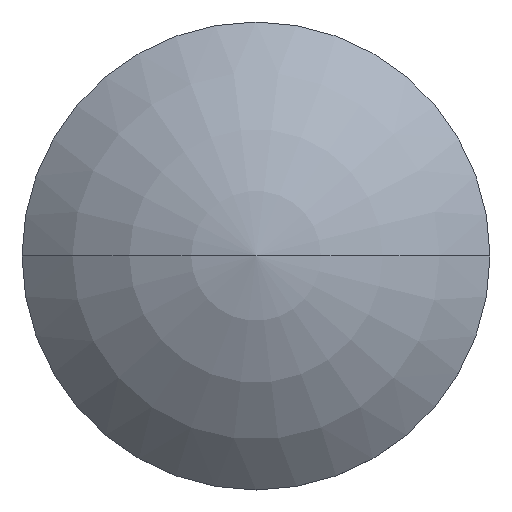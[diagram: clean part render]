
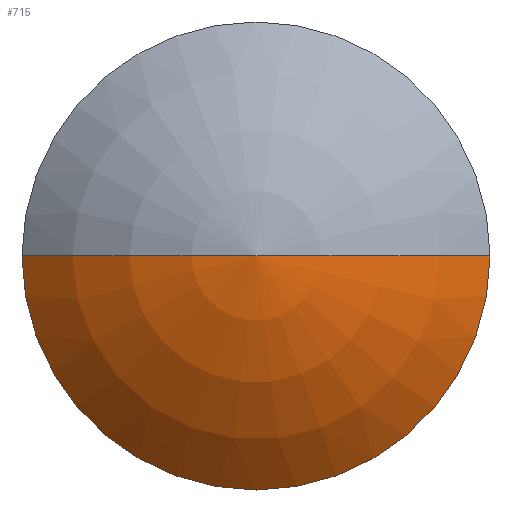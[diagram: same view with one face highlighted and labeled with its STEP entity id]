
A CAD part, top view. The second image highlights one B-rep face of the part: STEP entity #715.
In plain terms, the highlighted toroidal (fillet/blend) face has major radius 1.655 mm and minor radius 18.178 mm.
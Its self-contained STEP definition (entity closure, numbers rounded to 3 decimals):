
#14 = VERTEX_POINT ( 'NONE', #389 ) ;
#53 = AXIS2_PLACEMENT_3D ( 'NONE', #443, #69, #656 ) ;
#69 = DIRECTION ( 'NONE',  ( 0., 1., 0. ) ) ;
#70 = VERTEX_POINT ( 'NONE', #315 ) ;
#104 = DIRECTION ( 'NONE',  ( 0., 0., -1. ) ) ;
#110 = DIRECTION ( 'NONE',  ( -1., 0., 0. ) ) ;
#127 = VERTEX_POINT ( 'NONE', #860 ) ;
#155 = ORIENTED_EDGE ( 'NONE', *, *, #593, .F. ) ;
#224 = EDGE_CURVE ( 'NONE', #70, #14, #899, .T. ) ;
#248 = CARTESIAN_POINT ( 'NONE',  ( 0., 0., 6.3 ) ) ;
#302 = EDGE_CURVE ( 'NONE', #70, #127, #913, .T. ) ;
#315 = CARTESIAN_POINT ( 'NONE',  ( 0., 0., 11.6 ) ) ;
#353 = DIRECTION ( 'NONE',  ( 0., 0., -1. ) ) ;
#364 = FACE_OUTER_BOUND ( 'NONE', #891, .T. ) ;
#389 = CARTESIAN_POINT ( 'NONE',  ( 11.25, 0., 6.3 ) ) ;
#417 = CARTESIAN_POINT ( 'NONE',  ( 0., 0., -6.503 ) ) ;
#443 = CARTESIAN_POINT ( 'NONE',  ( -1.655, 0., -6.503 ) ) ;
#456 = CARTESIAN_POINT ( 'NONE',  ( 1.655, 0., -6.503 ) ) ;
#461 = AXIS2_PLACEMENT_3D ( 'NONE', #248, #104, #110 ) ;
#537 = ORIENTED_EDGE ( 'NONE', *, *, #302, .T. ) ;
#568 = DIRECTION ( 'NONE',  ( -1., 0., 0. ) ) ;
#593 = EDGE_CURVE ( 'NONE', #14, #127, #753, .T. ) ;
#656 = DIRECTION ( 'NONE',  ( -1., 0., 0. ) ) ;
#715 = ADVANCED_FACE ( 'NONE', ( #364 ), #869, .T. ) ;
#739 = AXIS2_PLACEMENT_3D ( 'NONE', #417, #353, #568 ) ;
#753 = CIRCLE ( 'NONE', #461, 11.25 ) ;
#823 = ORIENTED_EDGE ( 'NONE', *, *, #224, .F. ) ;
#860 = CARTESIAN_POINT ( 'NONE',  ( -11.25, 0., 6.3 ) ) ;
#869 = TOROIDAL_SURFACE ( 'NONE', #739, -1.655, 18.178 ) ;
#891 = EDGE_LOOP ( 'NONE', ( #823, #537, #155 ) ) ;
#893 = DIRECTION ( 'NONE',  ( 0., 0., -1. ) ) ;
#899 = CIRCLE ( 'NONE', #53, 18.178 ) ;
#909 = DIRECTION ( 'NONE',  ( 0., -1., 0. ) ) ;
#913 = CIRCLE ( 'NONE', #929, 18.178 ) ;
#929 = AXIS2_PLACEMENT_3D ( 'NONE', #456, #909, #893 ) ;
